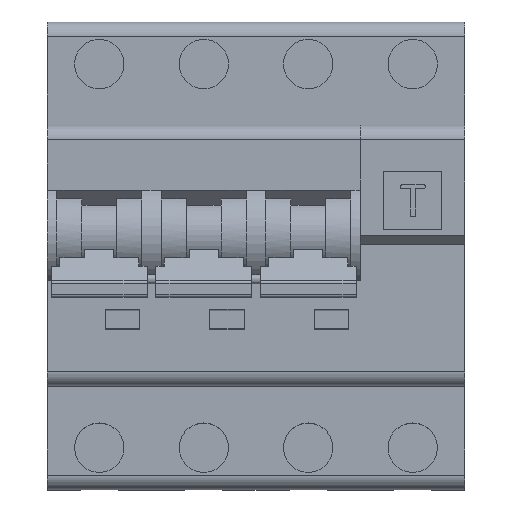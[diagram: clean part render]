
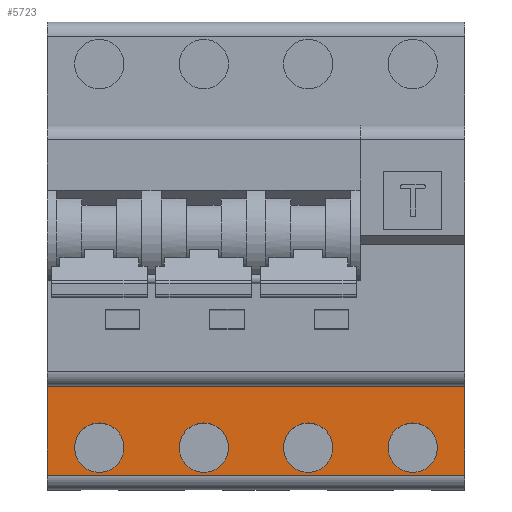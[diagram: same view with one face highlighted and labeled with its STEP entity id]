
A CAD part, top view. The second image highlights one B-rep face of the part: STEP entity #5723.
In plain terms, the highlighted planar face has unit normal (0, 0, 1).
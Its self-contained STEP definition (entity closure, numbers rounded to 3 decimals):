
#136 = CIRCLE ( 'NONE', #18657, 4.25 ) ;
#143 = CARTESIAN_POINT ( 'NONE',  ( -49.759, -35.471, 130.6 ) ) ;
#199 = VECTOR ( 'NONE', #22826, 1000. ) ;
#376 = ORIENTED_EDGE ( 'NONE', *, *, #14539, .T. ) ;
#423 = LINE ( 'NONE', #11670, #10026 ) ;
#508 = AXIS2_PLACEMENT_3D ( 'NONE', #7891, #20566, #9715 ) ;
#863 = DIRECTION ( 'NONE',  ( 0., -1., 0. ) ) ;
#1209 = EDGE_CURVE ( 'NONE', #11334, #11334, #136, .T. ) ;
#2657 = EDGE_LOOP ( 'NONE', ( #22265 ) ) ;
#3340 = LINE ( 'NONE', #14010, #12950 ) ;
#3537 = CARTESIAN_POINT ( 'NONE',  ( 17.491, -24.921, 130.6 ) ) ;
#3742 = CARTESIAN_POINT ( 'NONE',  ( -0.509, -24.921, 130.6 ) ) ;
#3751 = EDGE_CURVE ( 'NONE', #15586, #15586, #10010, .T. ) ;
#3774 = EDGE_CURVE ( 'NONE', #7338, #15792, #18523, .T. ) ;
#4179 = VERTEX_POINT ( 'NONE', #11722 ) ;
#5362 = CARTESIAN_POINT ( 'NONE',  ( -13.759, -35.471, 130.6 ) ) ;
#5480 = PLANE ( 'NONE',  #22952 ) ;
#5560 = DIRECTION ( 'NONE',  ( -1., 0., 0. ) ) ;
#5587 = AXIS2_PLACEMENT_3D ( 'NONE', #19429, #8743, #21442 ) ;
#5660 = CARTESIAN_POINT ( 'NONE',  ( -9.509, -35.471, 130.6 ) ) ;
#5723 = ADVANCED_FACE ( 'NONE', ( #20068, #15826, #6192, #15265, #10444 ), #5480, .F. ) ;
#6192 = FACE_BOUND ( 'NONE', #10769, .T. ) ;
#6286 = ORIENTED_EDGE ( 'NONE', *, *, #15818, .T. ) ;
#6296 = CIRCLE ( 'NONE', #508, 4.25 ) ;
#6698 = CARTESIAN_POINT ( 'NONE',  ( -54.509, -40.221, 130.6 ) ) ;
#7338 = VERTEX_POINT ( 'NONE', #6698 ) ;
#7452 = DIRECTION ( 'NONE',  ( -1., 0., 0. ) ) ;
#7891 = CARTESIAN_POINT ( 'NONE',  ( 8.491, -35.471, 130.6 ) ) ;
#8186 = EDGE_CURVE ( 'NONE', #15187, #4179, #423, .T. ) ;
#8303 = CARTESIAN_POINT ( 'NONE',  ( -0.509, -24.921, 130.6 ) ) ;
#8724 = DIRECTION ( 'NONE',  ( 0., 0., 1. ) ) ;
#8743 = DIRECTION ( 'NONE',  ( 0., 0., 1. ) ) ;
#9627 = VERTEX_POINT ( 'NONE', #18102 ) ;
#9715 = DIRECTION ( 'NONE',  ( -1., 0., 0. ) ) ;
#10010 = CIRCLE ( 'NONE', #5587, 4.25 ) ;
#10026 = VECTOR ( 'NONE', #863, 1000. ) ;
#10287 = EDGE_CURVE ( 'NONE', #9627, #9627, #6296, .T. ) ;
#10444 = FACE_OUTER_BOUND ( 'NONE', #14417, .T. ) ;
#10769 = EDGE_LOOP ( 'NONE', ( #17481 ) ) ;
#10882 = DIRECTION ( 'NONE',  ( 0., 1., 0. ) ) ;
#10971 = ORIENTED_EDGE ( 'NONE', *, *, #1209, .F. ) ;
#11334 = VERTEX_POINT ( 'NONE', #5362 ) ;
#11670 = CARTESIAN_POINT ( 'NONE',  ( 17.491, -24.921, 130.6 ) ) ;
#11722 = CARTESIAN_POINT ( 'NONE',  ( 17.491, -40.221, 130.6 ) ) ;
#11785 = EDGE_LOOP ( 'NONE', ( #10971 ) ) ;
#12157 = VERTEX_POINT ( 'NONE', #143 ) ;
#12677 = CARTESIAN_POINT ( 'NONE',  ( -54.509, -40.221, 130.6 ) ) ;
#12950 = VECTOR ( 'NONE', #23116, 1000. ) ;
#13611 = CARTESIAN_POINT ( 'NONE',  ( -54.509, -24.921, 130.6 ) ) ;
#13676 = VECTOR ( 'NONE', #10882, 1000. ) ;
#14010 = CARTESIAN_POINT ( 'NONE',  ( -0.509, -40.221, 130.6 ) ) ;
#14417 = EDGE_LOOP ( 'NONE', ( #6286, #14805, #376, #21659 ) ) ;
#14539 = EDGE_CURVE ( 'NONE', #7338, #4179, #3340, .T. ) ;
#14805 = ORIENTED_EDGE ( 'NONE', *, *, #3774, .F. ) ;
#15187 = VERTEX_POINT ( 'NONE', #3537 ) ;
#15265 = FACE_BOUND ( 'NONE', #11785, .T. ) ;
#15586 = VERTEX_POINT ( 'NONE', #19836 ) ;
#15792 = VERTEX_POINT ( 'NONE', #13611 ) ;
#15818 = EDGE_CURVE ( 'NONE', #15187, #15792, #19428, .T. ) ;
#15826 = FACE_BOUND ( 'NONE', #2657, .T. ) ;
#16403 = DIRECTION ( 'NONE',  ( 0., 0., -1. ) ) ;
#17481 = ORIENTED_EDGE ( 'NONE', *, *, #10287, .F. ) ;
#18102 = CARTESIAN_POINT ( 'NONE',  ( 4.241, -35.471, 130.6 ) ) ;
#18299 = DIRECTION ( 'NONE',  ( 0., 0., 1. ) ) ;
#18523 = LINE ( 'NONE', #12677, #13676 ) ;
#18657 = AXIS2_PLACEMENT_3D ( 'NONE', #5660, #18299, #7452 ) ;
#18885 = EDGE_LOOP ( 'NONE', ( #19685 ) ) ;
#19428 = LINE ( 'NONE', #8303, #199 ) ;
#19429 = CARTESIAN_POINT ( 'NONE',  ( -27.509, -35.471, 130.6 ) ) ;
#19586 = CARTESIAN_POINT ( 'NONE',  ( -45.509, -35.471, 130.6 ) ) ;
#19685 = ORIENTED_EDGE ( 'NONE', *, *, #21330, .F. ) ;
#19836 = CARTESIAN_POINT ( 'NONE',  ( -31.759, -35.471, 130.6 ) ) ;
#20068 = FACE_BOUND ( 'NONE', #18885, .T. ) ;
#20566 = DIRECTION ( 'NONE',  ( 0., 0., 1. ) ) ;
#20950 = AXIS2_PLACEMENT_3D ( 'NONE', #19586, #8724, #21422 ) ;
#21330 = EDGE_CURVE ( 'NONE', #12157, #12157, #21385, .T. ) ;
#21385 = CIRCLE ( 'NONE', #20950, 4.25 ) ;
#21422 = DIRECTION ( 'NONE',  ( -1., 0., 0. ) ) ;
#21442 = DIRECTION ( 'NONE',  ( -1., 0., 0. ) ) ;
#21659 = ORIENTED_EDGE ( 'NONE', *, *, #8186, .F. ) ;
#22265 = ORIENTED_EDGE ( 'NONE', *, *, #3751, .F. ) ;
#22826 = DIRECTION ( 'NONE',  ( -1., 0., 0. ) ) ;
#22952 = AXIS2_PLACEMENT_3D ( 'NONE', #3742, #16403, #5560 ) ;
#23116 = DIRECTION ( 'NONE',  ( 1., 0., 0. ) ) ;
